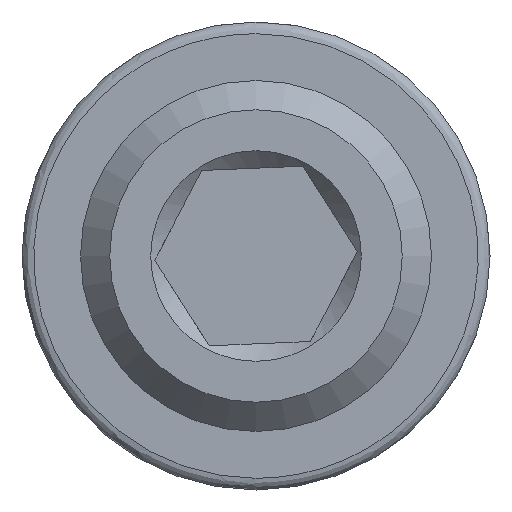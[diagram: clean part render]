
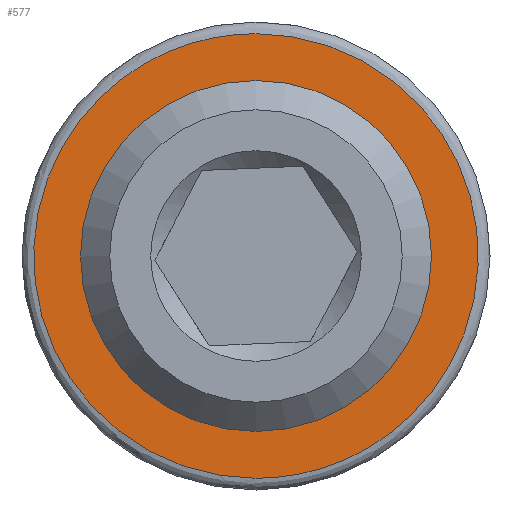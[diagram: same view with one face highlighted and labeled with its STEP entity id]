
A CAD part, front view. The second image highlights one B-rep face of the part: STEP entity #577.
In plain terms, the highlighted planar face has unit normal (0, -1, 0).
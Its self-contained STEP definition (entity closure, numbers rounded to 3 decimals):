
#16 = DIRECTION ( 'NONE',  ( 0., -1., 0. ) ) ;
#90 = EDGE_CURVE ( 'NONE', #273, #625, #257, .T. ) ;
#116 = ORIENTED_EDGE ( 'NONE', *, *, #90, .F. ) ;
#123 = CARTESIAN_POINT ( 'NONE',  ( -78.352, -28.398, -1.9 ) ) ;
#257 =( BOUNDED_CURVE ( )  B_SPLINE_CURVE ( 3, ( #927, #445, #359, #616 ),
 .UNSPECIFIED., .F., .T. ) 
 B_SPLINE_CURVE_WITH_KNOTS ( ( 4, 4 ),
 ( 0., 1. ),
 .UNSPECIFIED. ) 
 CURVE ( )  GEOMETRIC_REPRESENTATION_ITEM ( )  RATIONAL_B_SPLINE_CURVE ( ( 1., 0.333, 0.333, 1. ) ) 
 REPRESENTATION_ITEM ( '' )  );
#263 = DIRECTION ( 'NONE',  ( 0., 0., -1. ) ) ;
#273 = VERTEX_POINT ( 'NONE', #389 ) ;
#282 = CARTESIAN_POINT ( 'NONE',  ( -74.552, -28.398, 0. ) ) ;
#289 = DIRECTION ( 'NONE',  ( 0., 1., 0. ) ) ;
#300 =( BOUNDED_CURVE ( )  B_SPLINE_CURVE ( 3, ( #796, #123, #627, #374 ),
 .UNSPECIFIED., .F., .F. ) 
 B_SPLINE_CURVE_WITH_KNOTS ( ( 4, 4 ),
 ( 0., 1. ),
 .UNSPECIFIED. ) 
 CURVE ( )  GEOMETRIC_REPRESENTATION_ITEM ( )  RATIONAL_B_SPLINE_CURVE ( ( 1., 0.333, 0.333, 1. ) ) 
 REPRESENTATION_ITEM ( '' )  );
#306 = EDGE_CURVE ( 'NONE', #343, #343, #950, .T. ) ;
#343 = VERTEX_POINT ( 'NONE', #984 ) ;
#358 = FACE_BOUND ( 'NONE', #814, .T. ) ;
#359 = CARTESIAN_POINT ( 'NONE',  ( -70.752, -28.398, -1.9 ) ) ;
#370 = PLANE ( 'NONE',  #911 ) ;
#374 = CARTESIAN_POINT ( 'NONE',  ( -74.552, -28.398, 1.9 ) ) ;
#389 = CARTESIAN_POINT ( 'NONE',  ( -74.552, -28.398, 1.9 ) ) ;
#445 = CARTESIAN_POINT ( 'NONE',  ( -70.752, -28.398, 1.9 ) ) ;
#538 = FACE_OUTER_BOUND ( 'NONE', #707, .T. ) ;
#559 = CARTESIAN_POINT ( 'NONE',  ( -74.552, -28.398, 0. ) ) ;
#577 = ADVANCED_FACE ( 'NONE', ( #538, #358 ), #370, .F. ) ;
#595 = DIRECTION ( 'NONE',  ( 0., 0., 1. ) ) ;
#613 = ORIENTED_EDGE ( 'NONE', *, *, #306, .F. ) ;
#616 = CARTESIAN_POINT ( 'NONE',  ( -74.552, -28.398, -1.9 ) ) ;
#625 = VERTEX_POINT ( 'NONE', #1055 ) ;
#627 = CARTESIAN_POINT ( 'NONE',  ( -78.352, -28.398, 1.9 ) ) ;
#707 = EDGE_LOOP ( 'NONE', ( #116, #993 ) ) ;
#778 = AXIS2_PLACEMENT_3D ( 'NONE', #559, #16, #263 ) ;
#796 = CARTESIAN_POINT ( 'NONE',  ( -74.552, -28.398, -1.9 ) ) ;
#814 = EDGE_LOOP ( 'NONE', ( #613 ) ) ;
#888 = EDGE_CURVE ( 'NONE', #625, #273, #300, .T. ) ;
#911 = AXIS2_PLACEMENT_3D ( 'NONE', #282, #289, #595 ) ;
#927 = CARTESIAN_POINT ( 'NONE',  ( -74.552, -28.398, 1.9 ) ) ;
#950 = CIRCLE ( 'NONE', #778, 1.5 ) ;
#984 = CARTESIAN_POINT ( 'NONE',  ( -74.552, -28.398, -1.5 ) ) ;
#993 = ORIENTED_EDGE ( 'NONE', *, *, #888, .F. ) ;
#1055 = CARTESIAN_POINT ( 'NONE',  ( -74.552, -28.398, -1.9 ) ) ;
